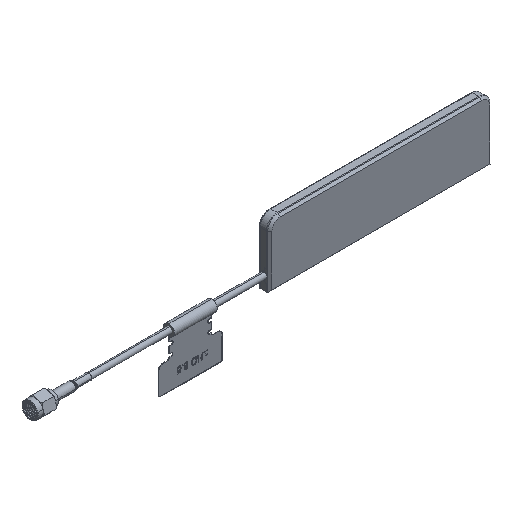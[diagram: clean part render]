
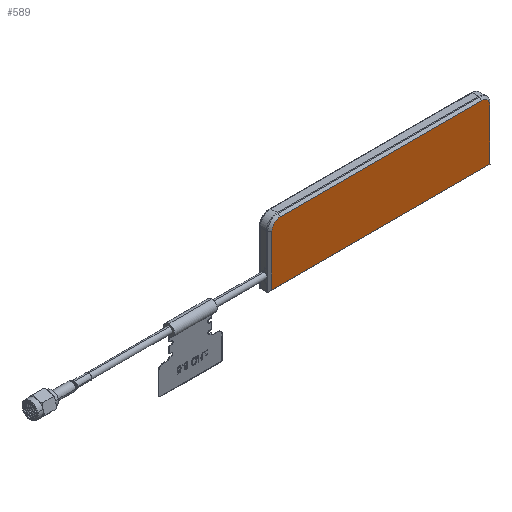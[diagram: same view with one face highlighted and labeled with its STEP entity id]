
A CAD part, isometric view. The second image highlights one B-rep face of the part: STEP entity #589.
In plain terms, the highlighted planar face has unit normal (0, -1, 0).
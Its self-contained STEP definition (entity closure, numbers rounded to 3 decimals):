
#164 = VECTOR ( 'NONE', #9681, 1000. ) ;
#219 = CARTESIAN_POINT ( 'NONE',  ( 51.5, -2.7, 10. ) ) ;
#358 = ORIENTED_EDGE ( 'NONE', *, *, #13815, .T. ) ;
#589 = ADVANCED_FACE ( 'NONE', ( #13478 ), #7925, .T. ) ;
#716 = CARTESIAN_POINT ( 'NONE',  ( 51.5, -2.7, -14. ) ) ;
#1137 = ORIENTED_EDGE ( 'NONE', *, *, #10893, .T. ) ;
#1693 = VERTEX_POINT ( 'NONE', #716 ) ;
#2433 = CARTESIAN_POINT ( 'NONE',  ( -51.5, -2.7, 10. ) ) ;
#2515 = VERTEX_POINT ( 'NONE', #4867 ) ;
#2738 = LINE ( 'NONE', #8117, #10356 ) ;
#2889 = DIRECTION ( 'NONE',  ( 0., -1., 0. ) ) ;
#3656 = CARTESIAN_POINT ( 'NONE',  ( 47.5, -2.7, 14. ) ) ;
#3891 = CARTESIAN_POINT ( 'NONE',  ( -47.5, -2.7, 10. ) ) ;
#4042 = ORIENTED_EDGE ( 'NONE', *, *, #6120, .T. ) ;
#4047 = DIRECTION ( 'NONE',  ( 0., 0., 1. ) ) ;
#4630 = CARTESIAN_POINT ( 'NONE',  ( 47.5, -2.7, 10. ) ) ;
#4679 = VERTEX_POINT ( 'NONE', #2433 ) ;
#4867 = CARTESIAN_POINT ( 'NONE',  ( -47.5, -2.7, 14. ) ) ;
#5244 = CIRCLE ( 'NONE', #10905, 4. ) ;
#5245 = VECTOR ( 'NONE', #5471, 1000. ) ;
#5275 = EDGE_CURVE ( 'NONE', #1693, #10094, #7458, .T. ) ;
#5471 = DIRECTION ( 'NONE',  ( -1., 0., 0. ) ) ;
#5966 = DIRECTION ( 'NONE',  ( 0., 0., -1. ) ) ;
#6120 = EDGE_CURVE ( 'NONE', #2515, #4679, #5244, .T. ) ;
#7252 = CARTESIAN_POINT ( 'NONE',  ( 47.5, -2.7, 10. ) ) ;
#7409 = LINE ( 'NONE', #7561, #164 ) ;
#7458 = LINE ( 'NONE', #219, #9510 ) ;
#7470 = AXIS2_PLACEMENT_3D ( 'NONE', #4630, #12213, #10120 ) ;
#7561 = CARTESIAN_POINT ( 'NONE',  ( 47.5, -2.7, -14. ) ) ;
#7588 = LINE ( 'NONE', #8834, #5245 ) ;
#7925 = PLANE ( 'NONE',  #7470 ) ;
#8117 = CARTESIAN_POINT ( 'NONE',  ( -51.5, -2.7, 10. ) ) ;
#8697 = CIRCLE ( 'NONE', #12707, 4. ) ;
#8755 = VERTEX_POINT ( 'NONE', #3656 ) ;
#8834 = CARTESIAN_POINT ( 'NONE',  ( 47.5, -2.7, 14. ) ) ;
#8900 = DIRECTION ( 'NONE',  ( 0., 0., 1. ) ) ;
#9127 = ORIENTED_EDGE ( 'NONE', *, *, #12830, .T. ) ;
#9144 = VERTEX_POINT ( 'NONE', #10424 ) ;
#9510 = VECTOR ( 'NONE', #8900, 1000. ) ;
#9681 = DIRECTION ( 'NONE',  ( 1., 0., 0. ) ) ;
#9914 = EDGE_LOOP ( 'NONE', ( #1137, #10827, #4042, #9127, #358, #11479 ) ) ;
#10094 = VERTEX_POINT ( 'NONE', #11609 ) ;
#10120 = DIRECTION ( 'NONE',  ( 0., 0., -1. ) ) ;
#10288 = DIRECTION ( 'NONE',  ( 0., -1., 0. ) ) ;
#10356 = VECTOR ( 'NONE', #5966, 1000. ) ;
#10424 = CARTESIAN_POINT ( 'NONE',  ( -51.5, -2.7, -14. ) ) ;
#10827 = ORIENTED_EDGE ( 'NONE', *, *, #13339, .T. ) ;
#10893 = EDGE_CURVE ( 'NONE', #10094, #8755, #8697, .T. ) ;
#10905 = AXIS2_PLACEMENT_3D ( 'NONE', #3891, #10288, #13728 ) ;
#11479 = ORIENTED_EDGE ( 'NONE', *, *, #5275, .T. ) ;
#11609 = CARTESIAN_POINT ( 'NONE',  ( 51.5, -2.7, 10. ) ) ;
#12213 = DIRECTION ( 'NONE',  ( 0., -1., 0. ) ) ;
#12707 = AXIS2_PLACEMENT_3D ( 'NONE', #7252, #2889, #4047 ) ;
#12830 = EDGE_CURVE ( 'NONE', #4679, #9144, #2738, .T. ) ;
#13339 = EDGE_CURVE ( 'NONE', #8755, #2515, #7588, .T. ) ;
#13478 = FACE_OUTER_BOUND ( 'NONE', #9914, .T. ) ;
#13728 = DIRECTION ( 'NONE',  ( 0., 0., 1. ) ) ;
#13815 = EDGE_CURVE ( 'NONE', #9144, #1693, #7409, .T. ) ;
